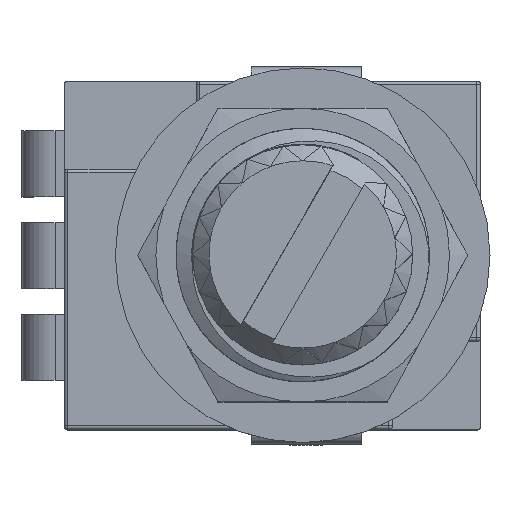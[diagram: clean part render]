
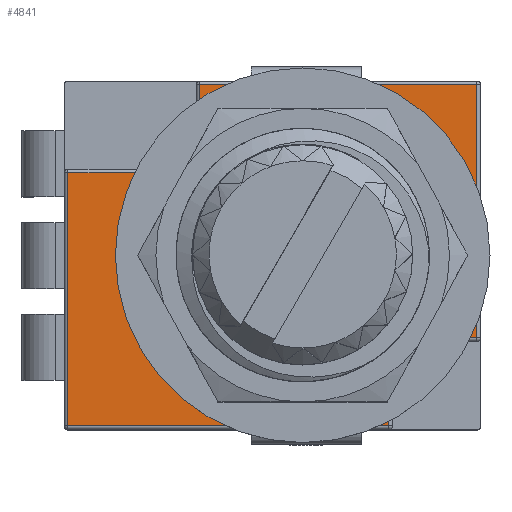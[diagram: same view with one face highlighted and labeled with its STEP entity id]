
A CAD part, top view. The second image highlights one B-rep face of the part: STEP entity #4841.
In plain terms, the highlighted planar face has unit normal (0, 0, 1).
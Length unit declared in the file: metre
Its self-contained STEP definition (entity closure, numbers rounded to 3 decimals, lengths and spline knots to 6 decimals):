
#541=LINE('',#10663,#936);
#542=LINE('',#10667,#937);
#543=LINE('',#10676,#938);
#544=LINE('',#10684,#939);
#547=LINE('',#10693,#942);
#548=LINE('',#10695,#943);
#549=LINE('',#10700,#944);
#550=LINE('',#10701,#945);
#936=VECTOR('',#6596,1.);
#937=VECTOR('',#6601,1.);
#938=VECTOR('',#6618,1.);
#939=VECTOR('',#6629,1.);
#942=VECTOR('',#6640,1.);
#943=VECTOR('',#6643,1.);
#944=VECTOR('',#6646,1.);
#945=VECTOR('',#6647,1.);
#2262=ORIENTED_EDGE('',*,*,#3105,.F.);
#2263=ORIENTED_EDGE('',*,*,#3106,.F.);
#2264=ORIENTED_EDGE('',*,*,#3107,.F.);
#2265=ORIENTED_EDGE('',*,*,#3104,.F.);
#2266=ORIENTED_EDGE('',*,*,#3091,.F.);
#2267=ORIENTED_EDGE('',*,*,#3100,.F.);
#2268=ORIENTED_EDGE('',*,*,#3098,.F.);
#2269=ORIENTED_EDGE('',*,*,#3096,.F.);
#2270=ORIENTED_EDGE('',*,*,#3089,.F.);
#2271=ORIENTED_EDGE('',*,*,#3108,.F.);
#3089=EDGE_CURVE('',#3567,#3596,#541,.T.);
#3091=EDGE_CURVE('',#3597,#3568,#542,.T.);
#3096=EDGE_CURVE('',#3596,#3598,#543,.T.);
#3098=EDGE_CURVE('',#3598,#3599,#3836,.T.);
#3100=EDGE_CURVE('',#3599,#3597,#544,.T.);
#3104=EDGE_CURVE('',#3568,#3601,#547,.T.);
#3105=EDGE_CURVE('',#3602,#3603,#548,.T.);
#3106=EDGE_CURVE('',#3604,#3602,#3839,.T.);
#3107=EDGE_CURVE('',#3601,#3604,#549,.T.);
#3108=EDGE_CURVE('',#3603,#3567,#550,.T.);
#3567=VERTEX_POINT('',#10574);
#3568=VERTEX_POINT('',#10578);
#3596=VERTEX_POINT('',#10662);
#3597=VERTEX_POINT('',#10666);
#3598=VERTEX_POINT('',#10677);
#3599=VERTEX_POINT('',#10681);
#3601=VERTEX_POINT('',#10692);
#3602=VERTEX_POINT('',#10696);
#3603=VERTEX_POINT('',#10697);
#3604=VERTEX_POINT('',#10699);
#3836=CIRCLE('',#5443,0.0005);
#3839=CIRCLE('',#5451,0.0005);
#4115=EDGE_LOOP('',(#2262,#2263,#2264,#2265,#2266,#2267,#2268,#2269,#2270,
#2271));
#4406=FACE_BOUND('',#4115,.T.);
#4583=PLANE('',#5450);
#4841=ADVANCED_FACE('',(#4406),#4583,.T.);
#5443=AXIS2_PLACEMENT_3D('',#10680,#6623,#6624);
#5450=AXIS2_PLACEMENT_3D('',#10694,#6641,#6642);
#5451=AXIS2_PLACEMENT_3D('',#10698,#6644,#6645);
#6596=DIRECTION('',(0.,1.,0.));
#6601=DIRECTION('',(1.,0.,0.));
#6618=DIRECTION('',(1.,0.,0.));
#6623=DIRECTION('',(0.,0.,1.));
#6624=DIRECTION('',(0.707,-0.707,0.));
#6629=DIRECTION('',(0.,1.,0.));
#6640=DIRECTION('',(0.,-1.,0.));
#6641=DIRECTION('',(0.,0.,1.));
#6642=DIRECTION('',(1.,0.,0.));
#6643=DIRECTION('',(0.,-1.,0.));
#6644=DIRECTION('',(0.,0.,1.));
#6645=DIRECTION('',(-0.707,0.707,0.));
#6646=DIRECTION('',(-1.,0.,0.));
#6647=DIRECTION('',(-1.,0.,0.));
#10574=CARTESIAN_POINT('',(-0.0064,-0.00465,0.01));
#10578=CARTESIAN_POINT('',(0.00475,0.00465,0.01));
#10662=CARTESIAN_POINT('',(-0.0064,0.00225,0.01));
#10663=CARTESIAN_POINT('',(-0.0064,0.002375,0.01));
#10666=CARTESIAN_POINT('',(-0.0028,0.00465,0.01));
#10667=CARTESIAN_POINT('',(0.002013,0.00465,0.01));
#10676=CARTESIAN_POINT('',(-0.001863,0.00225,0.01));
#10677=CARTESIAN_POINT('',(-0.0033,0.00225,0.01));
#10680=CARTESIAN_POINT('',(-0.0033,0.00275,0.01));
#10681=CARTESIAN_POINT('',(-0.0028,0.00275,0.01));
#10684=CARTESIAN_POINT('',(-0.0028,0.002375,0.01));
#10692=CARTESIAN_POINT('',(0.00475,-0.00225,0.01));
#10693=CARTESIAN_POINT('',(0.00475,-0.002375,0.01));
#10694=CARTESIAN_POINT('',(-0.000825,0.,0.01));
#10695=CARTESIAN_POINT('',(0.00235,-0.002375,0.01));
#10696=CARTESIAN_POINT('',(0.00235,-0.00275,0.01));
#10697=CARTESIAN_POINT('',(0.00235,-0.00465,0.01));
#10698=CARTESIAN_POINT('',(0.00285,-0.00275,0.01));
#10699=CARTESIAN_POINT('',(0.00285,-0.00225,0.01));
#10700=CARTESIAN_POINT('',(0.000813,-0.00225,0.01));
#10701=CARTESIAN_POINT('',(-0.003663,-0.00465,0.01));
